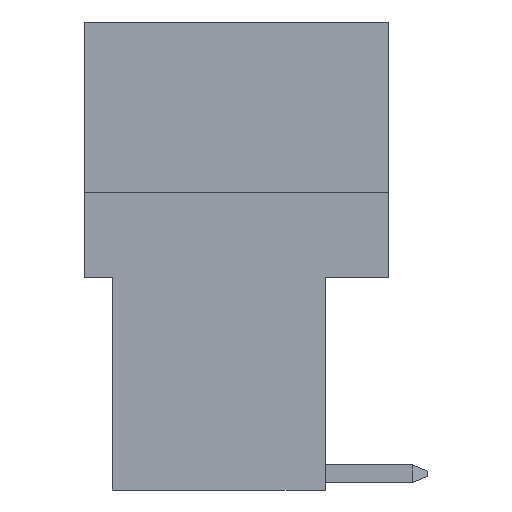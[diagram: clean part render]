
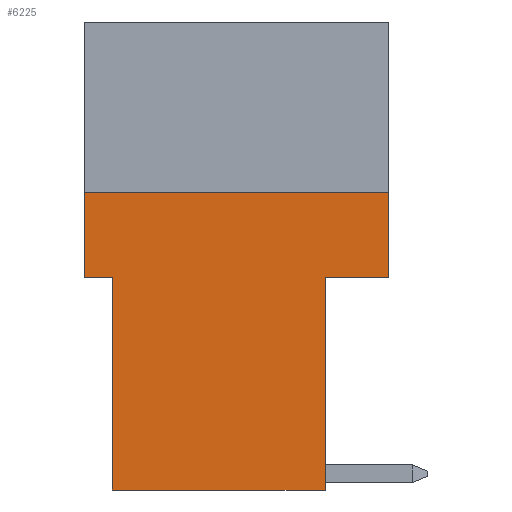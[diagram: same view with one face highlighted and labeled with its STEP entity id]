
A CAD part, left-side view. The second image highlights one B-rep face of the part: STEP entity #6225.
In plain terms, the highlighted planar face has unit normal (-1, 0, 0).
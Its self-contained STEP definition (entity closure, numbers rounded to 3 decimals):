
#92 = LINE ( 'NONE', #651, #111 ) ;
#111 = VECTOR ( 'NONE', #6288, 1000. ) ;
#261 = CARTESIAN_POINT ( 'NONE',  ( -27., 3.5, -7.2 ) ) ;
#560 = DIRECTION ( 'NONE',  ( 0., 0., 1. ) ) ;
#565 = EDGE_LOOP ( 'NONE', ( #716, #3143, #2231, #4619, #2750, #2323, #2467, #4362 ) ) ;
#651 = CARTESIAN_POINT ( 'NONE',  ( -27., -4.3, -13.2 ) ) ;
#689 = EDGE_CURVE ( 'NONE', #5731, #5852, #6621, .T. ) ;
#716 = ORIENTED_EDGE ( 'NONE', *, *, #2074, .F. ) ;
#722 = CARTESIAN_POINT ( 'NONE',  ( -27., 4.3, -7.2 ) ) ;
#762 = CARTESIAN_POINT ( 'NONE',  ( -27., -4.3, -4.8 ) ) ;
#779 = DIRECTION ( 'NONE',  ( 0., -1., 0. ) ) ;
#1004 = CARTESIAN_POINT ( 'NONE',  ( -27., -2.5, -13.2 ) ) ;
#1165 = LINE ( 'NONE', #261, #5540 ) ;
#1241 = VECTOR ( 'NONE', #6418, 1000. ) ;
#1288 = VERTEX_POINT ( 'NONE', #3247 ) ;
#1295 = CARTESIAN_POINT ( 'NONE',  ( -27., -2.5, -7.2 ) ) ;
#1414 = CARTESIAN_POINT ( 'NONE',  ( -27., 4.3, -13.2 ) ) ;
#1477 = LINE ( 'NONE', #5262, #3766 ) ;
#1676 = FACE_OUTER_BOUND ( 'NONE', #565, .T. ) ;
#1707 = CARTESIAN_POINT ( 'NONE',  ( -27., -2.5, -7.2 ) ) ;
#1850 = EDGE_CURVE ( 'NONE', #1288, #5557, #3560, .T. ) ;
#2074 = EDGE_CURVE ( 'NONE', #2157, #5557, #5373, .T. ) ;
#2157 = VERTEX_POINT ( 'NONE', #1295 ) ;
#2189 = DIRECTION ( 'NONE',  ( 0., 0., 1. ) ) ;
#2231 = ORIENTED_EDGE ( 'NONE', *, *, #5647, .T. ) ;
#2323 = ORIENTED_EDGE ( 'NONE', *, *, #2870, .F. ) ;
#2367 = DIRECTION ( 'NONE',  ( 0., 0., -1. ) ) ;
#2467 = ORIENTED_EDGE ( 'NONE', *, *, #6394, .T. ) ;
#2560 = VERTEX_POINT ( 'NONE', #3746 ) ;
#2669 = DIRECTION ( 'NONE',  ( -1., 0., 0. ) ) ;
#2750 = ORIENTED_EDGE ( 'NONE', *, *, #3222, .F. ) ;
#2870 = EDGE_CURVE ( 'NONE', #4974, #2560, #5898, .T. ) ;
#2937 = VECTOR ( 'NONE', #4300, 1000. ) ;
#3054 = DIRECTION ( 'NONE',  ( 0., -1., 0. ) ) ;
#3106 = EDGE_CURVE ( 'NONE', #4253, #2157, #6111, .T. ) ;
#3143 = ORIENTED_EDGE ( 'NONE', *, *, #3106, .F. ) ;
#3165 = DIRECTION ( 'NONE',  ( 0., 1., 0. ) ) ;
#3184 = CARTESIAN_POINT ( 'NONE',  ( -27., 4.3, -4.8 ) ) ;
#3222 = EDGE_CURVE ( 'NONE', #2560, #5731, #1477, .T. ) ;
#3247 = CARTESIAN_POINT ( 'NONE',  ( -27., 3.5, -13.2 ) ) ;
#3441 = AXIS2_PLACEMENT_3D ( 'NONE', #6341, #2669, #2189 ) ;
#3535 = VECTOR ( 'NONE', #779, 1000. ) ;
#3560 = LINE ( 'NONE', #1414, #5787 ) ;
#3746 = CARTESIAN_POINT ( 'NONE',  ( -27., 4.3, -7.2 ) ) ;
#3757 = CARTESIAN_POINT ( 'NONE',  ( -27., 3.5, -7.2 ) ) ;
#3766 = VECTOR ( 'NONE', #560, 1000. ) ;
#3780 = CARTESIAN_POINT ( 'NONE',  ( -27., -2.5, -7.2 ) ) ;
#4253 = VERTEX_POINT ( 'NONE', #4643 ) ;
#4270 = PLANE ( 'NONE',  #3441 ) ;
#4300 = DIRECTION ( 'NONE',  ( 0., 0., -1. ) ) ;
#4362 = ORIENTED_EDGE ( 'NONE', *, *, #1850, .T. ) ;
#4551 = CARTESIAN_POINT ( 'NONE',  ( -27., 4.3, -4.8 ) ) ;
#4619 = ORIENTED_EDGE ( 'NONE', *, *, #689, .F. ) ;
#4643 = CARTESIAN_POINT ( 'NONE',  ( -27., -4.3, -7.2 ) ) ;
#4871 = VECTOR ( 'NONE', #3165, 1000. ) ;
#4974 = VERTEX_POINT ( 'NONE', #3757 ) ;
#5262 = CARTESIAN_POINT ( 'NONE',  ( -27., 4.3, -13.2 ) ) ;
#5373 = LINE ( 'NONE', #1707, #2937 ) ;
#5540 = VECTOR ( 'NONE', #2367, 1000. ) ;
#5557 = VERTEX_POINT ( 'NONE', #1004 ) ;
#5647 = EDGE_CURVE ( 'NONE', #4253, #5852, #92, .T. ) ;
#5731 = VERTEX_POINT ( 'NONE', #3184 ) ;
#5787 = VECTOR ( 'NONE', #3054, 1000. ) ;
#5852 = VERTEX_POINT ( 'NONE', #762 ) ;
#5898 = LINE ( 'NONE', #722, #1241 ) ;
#6111 = LINE ( 'NONE', #3780, #4871 ) ;
#6225 = ADVANCED_FACE ( 'NONE', ( #1676 ), #4270, .T. ) ;
#6288 = DIRECTION ( 'NONE',  ( 0., 0., 1. ) ) ;
#6341 = CARTESIAN_POINT ( 'NONE',  ( -27., 4.3, -13.2 ) ) ;
#6394 = EDGE_CURVE ( 'NONE', #4974, #1288, #1165, .T. ) ;
#6418 = DIRECTION ( 'NONE',  ( 0., 1., 0. ) ) ;
#6621 = LINE ( 'NONE', #4551, #3535 ) ;
